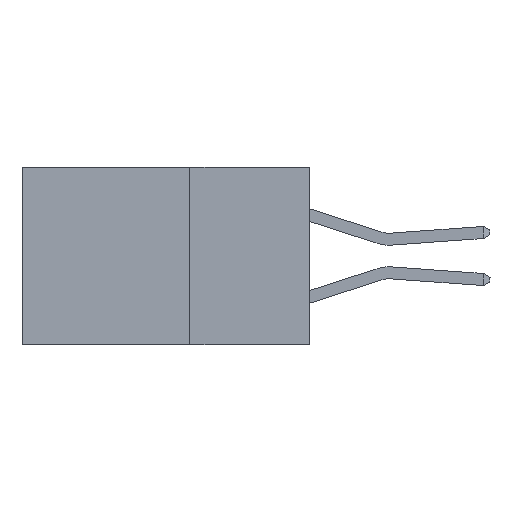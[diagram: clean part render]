
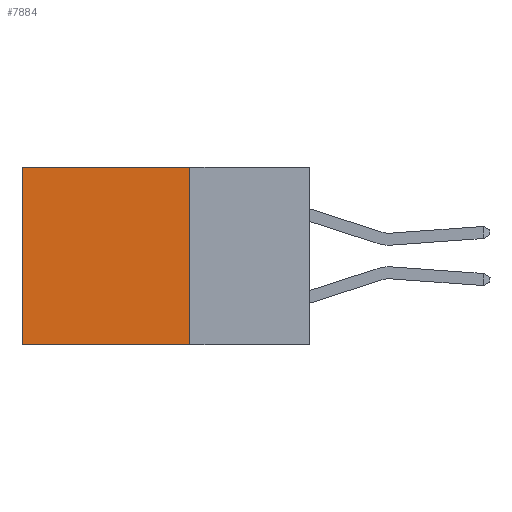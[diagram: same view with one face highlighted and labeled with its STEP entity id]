
A CAD part, left-side view. The second image highlights one B-rep face of the part: STEP entity #7884.
In plain terms, the highlighted planar face has unit normal (-1, 0, 0).
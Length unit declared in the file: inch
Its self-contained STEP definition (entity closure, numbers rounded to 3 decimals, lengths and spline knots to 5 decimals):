
#16 = EDGE_LOOP ( 'NONE', ( #10401, #20995, #22427, #7700 ) ) ;
#1139 = VERTEX_POINT ( 'NONE', #21745 ) ;
#1569 = DIRECTION ( 'NONE',  ( 0., 0., -1. ) ) ;
#1588 = AXIS2_PLACEMENT_3D ( 'NONE', #3537, #15014, #1569 ) ;
#2873 = EDGE_CURVE ( 'NONE', #3022, #12004, #27485, .T. ) ;
#3022 = VERTEX_POINT ( 'NONE', #20559 ) ;
#3537 = CARTESIAN_POINT ( 'NONE',  ( 0.298, 0.25, 0. ) ) ;
#3767 = DIRECTION ( 'NONE',  ( 0., 1., 0. ) ) ;
#6205 = LINE ( 'NONE', #23095, #17640 ) ;
#7700 = ORIENTED_EDGE ( 'NONE', *, *, #22515, .T. ) ;
#7884 = ADVANCED_FACE ( 'NONE', ( #24910 ), #24195, .F. ) ;
#9207 = VECTOR ( 'NONE', #20705, 39.37008 ) ;
#9396 = CARTESIAN_POINT ( 'NONE',  ( 0.298, 0.25, 0. ) ) ;
#9695 = EDGE_CURVE ( 'NONE', #14235, #12004, #6205, .T. ) ;
#10367 = CARTESIAN_POINT ( 'NONE',  ( 0.298, 0.25, -0.37 ) ) ;
#10401 = ORIENTED_EDGE ( 'NONE', *, *, #9695, .T. ) ;
#11678 = VECTOR ( 'NONE', #20698, 39.37008 ) ;
#12004 = VERTEX_POINT ( 'NONE', #20913 ) ;
#12642 = CARTESIAN_POINT ( 'NONE',  ( 0.298, 0.6, 0. ) ) ;
#13601 = VECTOR ( 'NONE', #3767, 39.37008 ) ;
#14235 = VERTEX_POINT ( 'NONE', #12642 ) ;
#15014 = DIRECTION ( 'NONE',  ( 1., 0., 0. ) ) ;
#15804 = CARTESIAN_POINT ( 'NONE',  ( 0.298, 0.25, 0. ) ) ;
#17640 = VECTOR ( 'NONE', #27843, 39.37008 ) ;
#20559 = CARTESIAN_POINT ( 'NONE',  ( 0.298, 0.25, -0.37 ) ) ;
#20698 = DIRECTION ( 'NONE',  ( 0., 1., 0. ) ) ;
#20705 = DIRECTION ( 'NONE',  ( 0., 0., -1. ) ) ;
#20913 = CARTESIAN_POINT ( 'NONE',  ( 0.298, 0.6, -0.37 ) ) ;
#20995 = ORIENTED_EDGE ( 'NONE', *, *, #2873, .F. ) ;
#21745 = CARTESIAN_POINT ( 'NONE',  ( 0.298, 0.25, 0. ) ) ;
#21892 = EDGE_CURVE ( 'NONE', #1139, #3022, #28772, .T. ) ;
#22427 = ORIENTED_EDGE ( 'NONE', *, *, #21892, .F. ) ;
#22515 = EDGE_CURVE ( 'NONE', #1139, #14235, #23819, .T. ) ;
#23095 = CARTESIAN_POINT ( 'NONE',  ( 0.298, 0.6, 0. ) ) ;
#23819 = LINE ( 'NONE', #9396, #11678 ) ;
#24195 = PLANE ( 'NONE',  #1588 ) ;
#24910 = FACE_OUTER_BOUND ( 'NONE', #16, .T. ) ;
#27485 = LINE ( 'NONE', #10367, #13601 ) ;
#27843 = DIRECTION ( 'NONE',  ( 0., 0., -1. ) ) ;
#28772 = LINE ( 'NONE', #15804, #9207 ) ;
